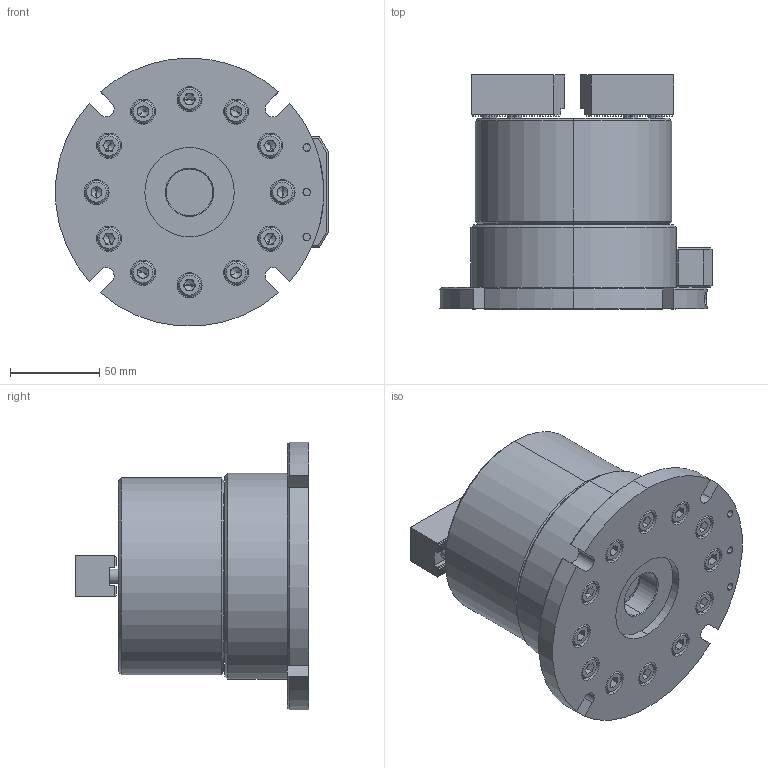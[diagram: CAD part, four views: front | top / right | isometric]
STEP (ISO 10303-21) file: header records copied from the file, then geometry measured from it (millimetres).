
FILE_DESCRIPTION (( 'STEP AP203' ), '1' );
FILE_NAME ('CF-VH-204.STEP', '2017-12-15T00:38:32', ( 'temp' ), ( '' ), 'SwSTEP 2.0', 'SolidWorks 2016', '' );
FILE_SCHEMA (( 'CONFIG_CONTROL_DESIGN' ));
Length unit declared in the file: metre
Products named in the file (13): 2H-04防塵蓋; M4x8半圓頭; SJ-04; VH-04底座; M8x20; VH-04缸體; 2H-04(VH204); M8x16; M10x60; VH-06油路板; CF-VH-204; M5x25; 2H-04本體
Assembly tree (35 placements, depth 3):
  CF-VH-204
    VH-04底座
    VH-04缸體
    M8x16  x12
    VH-06油路板
    M5x25  x3
    2H-04(VH204)
      2H-04本體
      2H-04防塵蓋
      M4x8半圓頭  x4
      SJ-04  x2
      M8x20  x4
    M10x60  x4
Bounding box: 152.26 x 130.75 x 149.76 mm (x, y, z)
Volume: 982183.7 mm3; surface area: 207291.3 mm2
Topology: 34 solids, 34 shells, 1636 faces, 4175 edges, 2617 vertices
Faces by surface type: plane 924, cylinder 455, cone 242, sphere 8, torus 7
Entity records: 26722 total; most frequent: CARTESIAN_POINT 5028, DIRECTION 4143, ORIENTED_EDGE 4078, EDGE_CURVE 2039, AXIS2_PLACEMENT_3D 1446, VERTEX_POINT 1321, VECTOR 1251, LINE 1251
